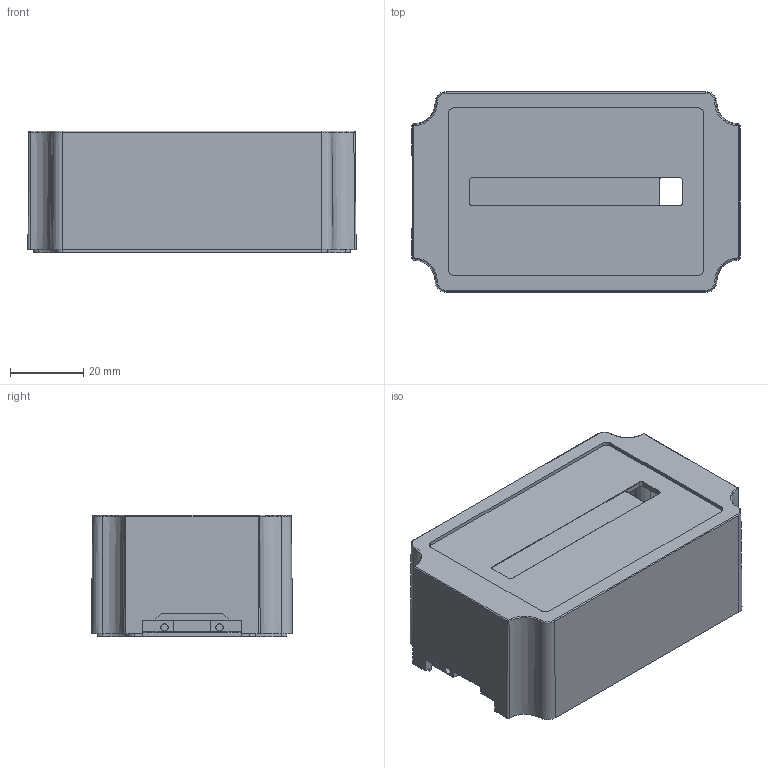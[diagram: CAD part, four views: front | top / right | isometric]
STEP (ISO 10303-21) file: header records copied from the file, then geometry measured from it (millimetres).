
FILE_DESCRIPTION(/* description */ (''),/* implementation_level */ '2;1');
FILE_NAME(/* name */ 'W8 TOP.step',/* time_stamp */ '2020-06-24T14:52:53-04:00',/* author */ (''),/* organization */ (''),/* preprocessor_version */ 'ST-DEVELOPER v18.1',/* originating_system */ 'Autodesk Translation Framework v9.3.0.1241',/* authorisation */ '');
FILE_SCHEMA (('AUTOMOTIVE_DESIGN { 1 0 10303 214 3 1 1 }'));
Length unit declared in the file: inch
Products named in the file (1): Saft Top
Bounding box: 89.41 x 54.74 x 33.22 mm (x, y, z)
Volume: 33948.1 mm3; surface area: 26993.8 mm2
Topology: 1 solids, 1 shells, 179 faces, 476 edges, 304 vertices
Faces by surface type: plane 83, cylinder 58, cone 26, torus 8, bspline 4
Full cylindrical faces by diameter (mm): 1.956 x2, 3.969 x4
Entity records: 5638 total; most frequent: CARTESIAN_POINT 1029, DIRECTION 989, ORIENTED_EDGE 952, EDGE_CURVE 476, AXIS2_PLACEMENT_3D 349, VERTEX_POINT 304, LINE 291, VECTOR 291
